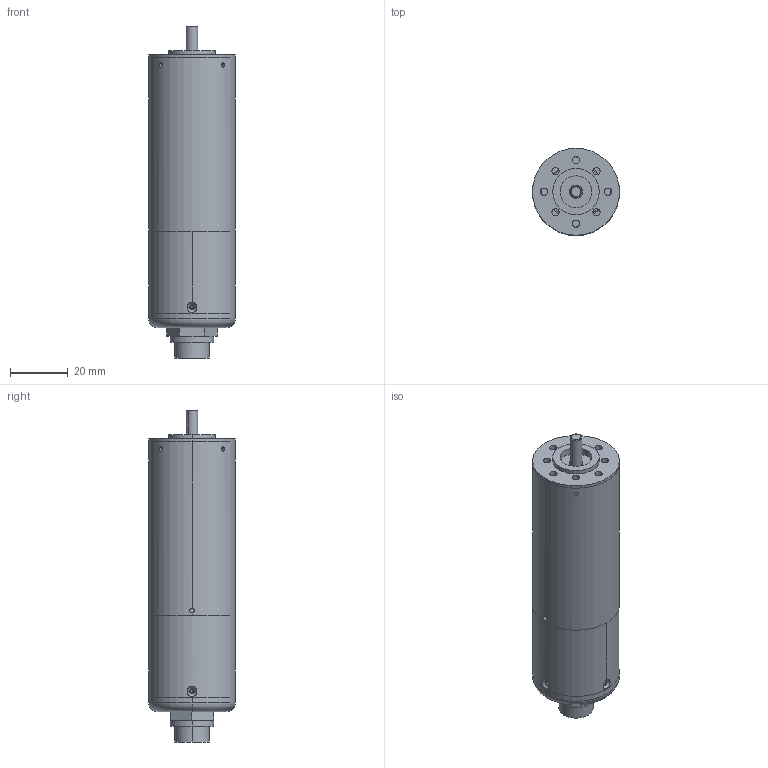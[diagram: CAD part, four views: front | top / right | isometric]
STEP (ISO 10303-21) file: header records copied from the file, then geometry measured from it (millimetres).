
FILE_DESCRIPTION (( 'STEP AP203' ), '1' );
FILE_NAME ('approval 165506401.STEP', '2025-07-19T07:18:31', ( 'China' ), ( 'Microsoft' ), 'SwSTEP 2.0', 'SolidWorks 2018', '' );
FILE_SCHEMA (( 'CONFIG_CONTROL_DESIGN' ));
Products named in the file (1): approval  165506401
Bounding box: 30 x 30 x 114.5 mm (x, y, z)
Volume: 50761.1 mm3; surface area: 178166.8 mm2
Topology: 240 solids, 240 shells, 1781 faces, 3730 edges, 2448 vertices
Faces by surface type: cylinder 1149, plane 558, cone 40, torus 32, bspline 2
Entity records: 51187 total; most frequent: CARTESIAN_POINT 10034, DIRECTION 9592, ORIENTED_EDGE 7436, AXIS2_PLACEMENT_3D 4156, EDGE_CURVE 3718, VERTEX_POINT 2448, CIRCLE 2376, EDGE_LOOP 2344
